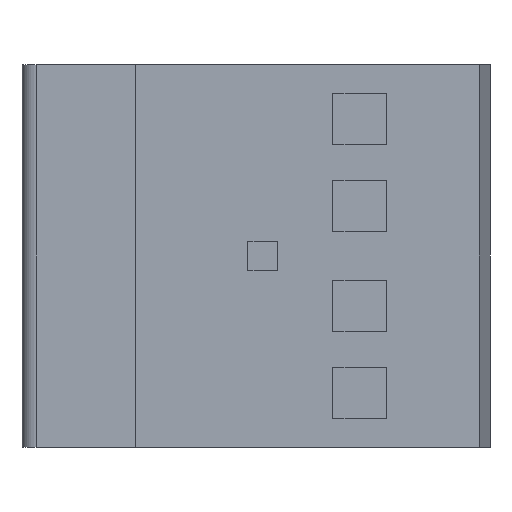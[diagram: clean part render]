
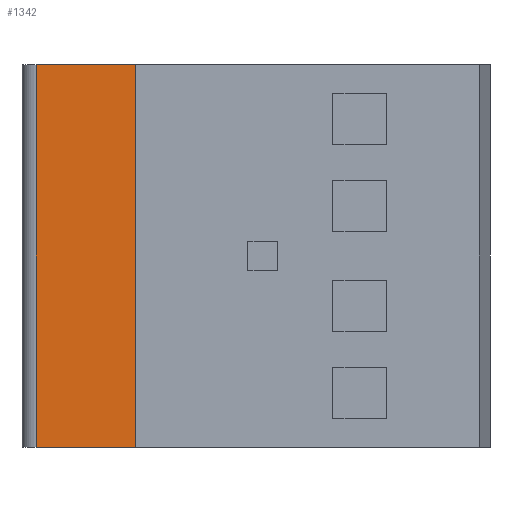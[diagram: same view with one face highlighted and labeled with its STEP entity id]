
A CAD part, left-side view. The second image highlights one B-rep face of the part: STEP entity #1342.
In plain terms, the highlighted planar face has unit normal (-1, 0, 0).
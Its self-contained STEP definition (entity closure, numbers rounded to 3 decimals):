
#70 = EDGE_CURVE ( 'NONE', #1224, #604, #2136, .T. ) ;
#149 = VECTOR ( 'NONE', #1794, 1000. ) ;
#327 = EDGE_CURVE ( 'NONE', #1293, #604, #1014, .T. ) ;
#409 = VECTOR ( 'NONE', #3605, 1000. ) ;
#604 = VERTEX_POINT ( 'NONE', #3532 ) ;
#806 = CARTESIAN_POINT ( 'NONE',  ( -31., -11.7, -8.7 ) ) ;
#893 = EDGE_CURVE ( 'NONE', #1224, #2269, #2420, .T. ) ;
#1014 = LINE ( 'NONE', #806, #149 ) ;
#1170 = ORIENTED_EDGE ( 'NONE', *, *, #327, .T. ) ;
#1188 = CARTESIAN_POINT ( 'NONE',  ( -31., -12.2, -8.7 ) ) ;
#1224 = VERTEX_POINT ( 'NONE', #3707 ) ;
#1260 = VECTOR ( 'NONE', #3962, 1000. ) ;
#1293 = VERTEX_POINT ( 'NONE', #1819 ) ;
#1342 = ADVANCED_FACE ( 'NONE', ( #1647 ), #1514, .F. ) ;
#1462 = VECTOR ( 'NONE', #4186, 1000. ) ;
#1477 = CARTESIAN_POINT ( 'NONE',  ( -31., 2.4, -27. ) ) ;
#1514 = PLANE ( 'NONE',  #3208 ) ;
#1647 = FACE_OUTER_BOUND ( 'NONE', #3793, .T. ) ;
#1794 = DIRECTION ( 'NONE',  ( 0., 0., 1. ) ) ;
#1819 = CARTESIAN_POINT ( 'NONE',  ( -31., -11.7, -27. ) ) ;
#2021 = CARTESIAN_POINT ( 'NONE',  ( -31., 2.4, -27. ) ) ;
#2136 = LINE ( 'NONE', #3924, #409 ) ;
#2165 = DIRECTION ( 'NONE',  ( 0., 0., -1. ) ) ;
#2213 = ORIENTED_EDGE ( 'NONE', *, *, #3204, .T. ) ;
#2235 = CARTESIAN_POINT ( 'NONE',  ( -31., 2.4, -8.7 ) ) ;
#2269 = VERTEX_POINT ( 'NONE', #1477 ) ;
#2420 = LINE ( 'NONE', #2235, #1462 ) ;
#3011 = ORIENTED_EDGE ( 'NONE', *, *, #893, .T. ) ;
#3073 = ORIENTED_EDGE ( 'NONE', *, *, #70, .F. ) ;
#3195 = LINE ( 'NONE', #2021, #1260 ) ;
#3204 = EDGE_CURVE ( 'NONE', #2269, #1293, #3195, .T. ) ;
#3208 = AXIS2_PLACEMENT_3D ( 'NONE', #1188, #4113, #2165 ) ;
#3532 = CARTESIAN_POINT ( 'NONE',  ( -31., -11.7, 27. ) ) ;
#3605 = DIRECTION ( 'NONE',  ( 0., -1., 0. ) ) ;
#3707 = CARTESIAN_POINT ( 'NONE',  ( -31., 2.4, 27. ) ) ;
#3793 = EDGE_LOOP ( 'NONE', ( #1170, #3073, #3011, #2213 ) ) ;
#3924 = CARTESIAN_POINT ( 'NONE',  ( -31., 2.4, 27. ) ) ;
#3962 = DIRECTION ( 'NONE',  ( 0., -1., 0. ) ) ;
#4113 = DIRECTION ( 'NONE',  ( 1., 0., 0. ) ) ;
#4186 = DIRECTION ( 'NONE',  ( 0., 0., -1. ) ) ;
